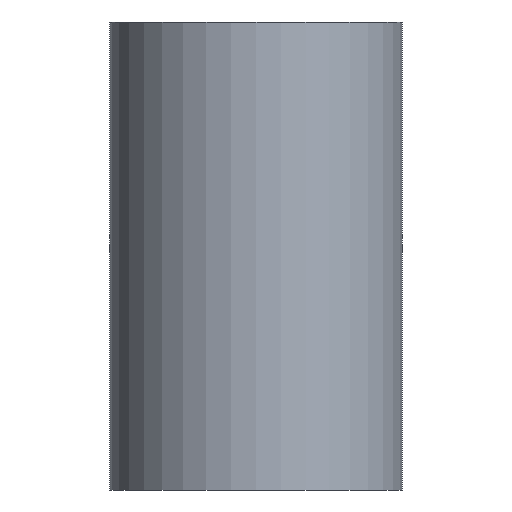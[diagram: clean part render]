
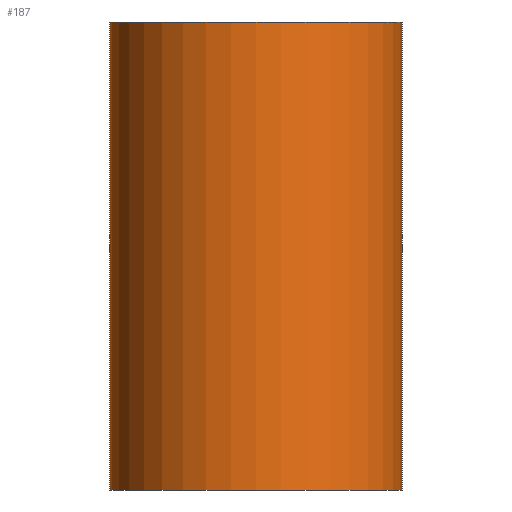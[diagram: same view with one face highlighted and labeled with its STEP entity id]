
A CAD part, front view. The second image highlights one B-rep face of the part: STEP entity #187.
In plain terms, the highlighted cylindrical face has radius 5 mm (diameter 10 mm), a full revolution.
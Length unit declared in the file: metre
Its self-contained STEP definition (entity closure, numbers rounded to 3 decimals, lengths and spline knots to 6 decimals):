
#20=LINE('',#311,#31);
#21=LINE('',#315,#32);
#31=VECTOR('',#250,1.);
#32=VECTOR('',#253,1.);
#42=ELLIPSE('',#215,0.007071,0.005);
#43=ELLIPSE('',#216,0.007071,0.005);
#48=ORIENTED_EDGE('',*,*,#96,.T.);
#49=ORIENTED_EDGE('',*,*,#97,.T.);
#50=ORIENTED_EDGE('',*,*,#98,.T.);
#51=ORIENTED_EDGE('',*,*,#99,.F.);
#52=ORIENTED_EDGE('',*,*,#100,.F.);
#53=ORIENTED_EDGE('',*,*,#101,.F.);
#54=ORIENTED_EDGE('',*,*,#102,.T.);
#96=EDGE_CURVE('',#120,#121,#42,.T.);
#97=EDGE_CURVE('',#121,#122,#43,.F.);
#98=EDGE_CURVE('',#122,#123,#20,.T.);
#99=EDGE_CURVE('',#124,#123,#137,.T.);
#100=EDGE_CURVE('',#120,#124,#21,.T.);
#101=EDGE_CURVE('',#125,#125,#138,.T.);
#102=EDGE_CURVE('',#126,#126,#139,.T.);
#120=VERTEX_POINT('',#307);
#121=VERTEX_POINT('',#308);
#122=VERTEX_POINT('',#310);
#123=VERTEX_POINT('',#312);
#124=VERTEX_POINT('',#314);
#125=VERTEX_POINT('',#317);
#126=VERTEX_POINT('',#319);
#137=CIRCLE('',#217,0.005);
#138=CIRCLE('',#218,0.005);
#139=CIRCLE('',#219,0.005);
#146=EDGE_LOOP('',(#48,#49,#50,#51,#52));
#147=EDGE_LOOP('',(#53));
#148=EDGE_LOOP('',(#54));
#165=FACE_BOUND('',#146,.T.);
#166=FACE_BOUND('',#147,.T.);
#167=FACE_BOUND('',#148,.T.);
#183=CYLINDRICAL_SURFACE('',#214,0.005);
#187=ADVANCED_FACE('',(#165,#166,#167),#183,.T.);
#214=AXIS2_PLACEMENT_3D('',#305,#244,#245);
#215=AXIS2_PLACEMENT_3D('',#306,#246,#247);
#216=AXIS2_PLACEMENT_3D('',#309,#248,#249);
#217=AXIS2_PLACEMENT_3D('',#313,#251,#252);
#218=AXIS2_PLACEMENT_3D('',#316,#254,#255);
#219=AXIS2_PLACEMENT_3D('',#318,#256,#257);
#244=DIRECTION('',(0.,0.,-1.));
#245=DIRECTION('',(-1.,0.,0.));
#246=DIRECTION('',(0.707,0.,0.707));
#247=DIRECTION('',(0.707,0.,-0.707));
#248=DIRECTION('',(0.707,0.,-0.707));
#249=DIRECTION('',(-0.707,0.,-0.707));
#250=DIRECTION('',(0.,0.,-1.));
#251=DIRECTION('',(0.,0.,1.));
#252=DIRECTION('',(1.,0.,0.));
#253=DIRECTION('',(0.,0.,-1.));
#254=DIRECTION('',(0.,0.,1.));
#255=DIRECTION('',(1.,0.,0.));
#256=DIRECTION('',(0.,0.,1.));
#257=DIRECTION('',(1.,0.,0.));
#305=CARTESIAN_POINT('',(0.,0.,0.016));
#306=CARTESIAN_POINT('',(0.,0.,0.013));
#307=CARTESIAN_POINT('',(0.003,0.004,0.01));
#308=CARTESIAN_POINT('',(0.,0.005,0.013));
#309=CARTESIAN_POINT('',(0.,0.,0.013));
#310=CARTESIAN_POINT('',(-0.003,0.004,0.01));
#311=CARTESIAN_POINT('',(-0.003,0.004,0.013));
#312=CARTESIAN_POINT('',(-0.003,0.004,0.002));
#313=CARTESIAN_POINT('',(0.,0.,0.002));
#314=CARTESIAN_POINT('',(0.003,0.004,0.002));
#315=CARTESIAN_POINT('',(0.003,0.004,0.013));
#316=CARTESIAN_POINT('',(0.,0.,0.016));
#317=CARTESIAN_POINT('',(0.005,0.,0.016));
#318=CARTESIAN_POINT('',(0.,0.,0.));
#319=CARTESIAN_POINT('',(0.005,0.,0.));
